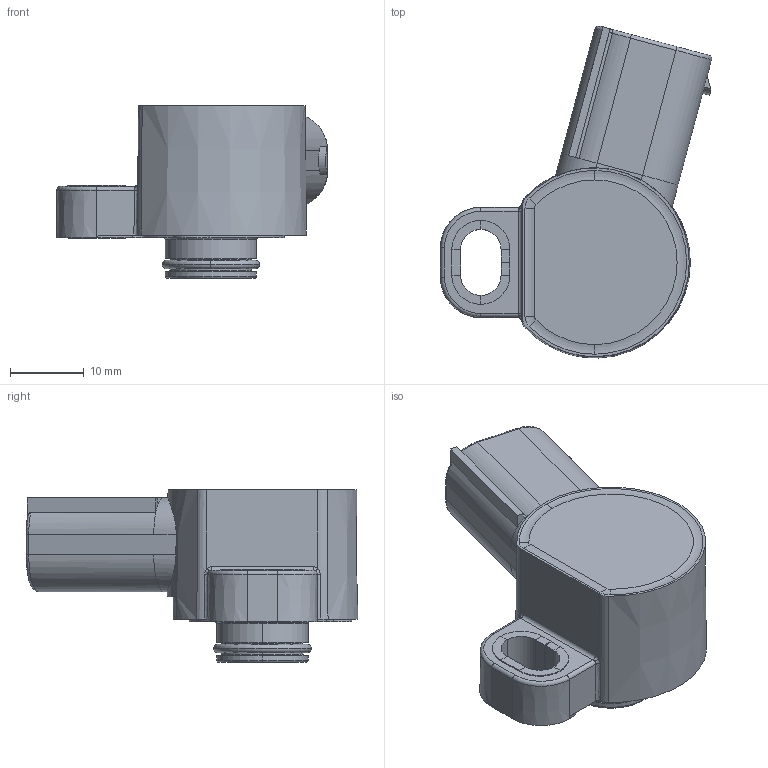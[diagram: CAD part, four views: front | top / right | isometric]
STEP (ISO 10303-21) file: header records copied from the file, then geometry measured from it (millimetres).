
FILE_DESCRIPTION (( 'STEP AP203' ), '1' );
FILE_NAME ('SP16_018402_tyco.STEP', '2011-01-14T12:57:43', ( 'novotechnik' ), ( 'novotechnik' ), 'SwSTEP 2.0', 'SolidWorks 2010', '' );
FILE_SCHEMA (( 'CONFIG_CONTROL_DESIGN' ));
Length unit declared in the file: millimetre
Products named in the file (1): SP16_018402_tyco
Bounding box: 36.88 x 45.13 x 23.5 mm (x, y, z)
Volume: 10825.8 mm3; surface area: 5886.3 mm2
Topology: 2 solids, 2 shells, 481 faces, 1236 edges, 766 vertices
Faces by surface type: plane 288, cylinder 114, torus 30, cone 23, bspline 16, sphere 10
Entity records: 14807 total; most frequent: CARTESIAN_POINT 3276, ORIENTED_EDGE 2448, DIRECTION 2319, EDGE_CURVE 1224, LINE 807, VECTOR 807, VERTEX_POINT 762, AXIS2_PLACEMENT_3D 756
